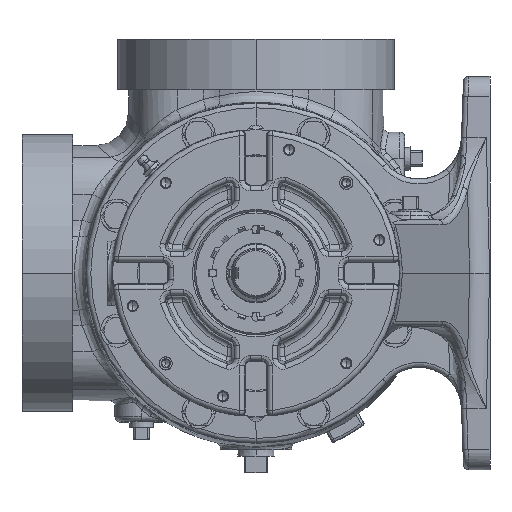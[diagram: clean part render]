
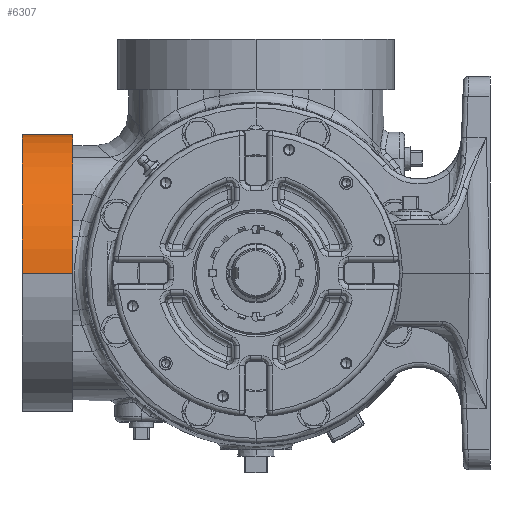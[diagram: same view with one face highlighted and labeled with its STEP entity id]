
A CAD part, left-side view. The second image highlights one B-rep face of the part: STEP entity #6307.
In plain terms, the highlighted cylindrical face has radius 82.55 mm (diameter 165.1 mm), a partial arc.
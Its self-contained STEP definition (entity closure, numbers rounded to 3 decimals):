
#5648 = AXIS2_PLACEMENT_3D ( 'NONE', #145540, #98359, #41491 ) ;
#5890 = EDGE_CURVE ( 'NONE', #182992, #68673, #66077, .T. ) ;
#6307 = ADVANCED_FACE ( 'Defeatured_0_3932', ( #145745 ), #13722, .T. ) ;
#7327 = DIRECTION ( 'NONE',  ( 0., -1., 0. ) ) ;
#13722 = CYLINDRICAL_SURFACE ( 'NONE', #106081, 82.55 ) ;
#17600 = CARTESIAN_POINT ( 'NONE',  ( 153.162, 109.474, 0. ) ) ;
#26243 = VECTOR ( 'NONE', #135114, 1000. ) ;
#29546 = VERTEX_POINT ( 'NONE', #58587 ) ;
#35287 = EDGE_CURVE ( 'NONE', #68673, #29546, #151213, .T. ) ;
#39830 = DIRECTION ( 'NONE',  ( -1., 0., 0. ) ) ;
#40803 = VERTEX_POINT ( 'NONE', #17600 ) ;
#41491 = DIRECTION ( 'NONE',  ( -1., 0., 0. ) ) ;
#50004 = DIRECTION ( 'NONE',  ( 0., -1., 0. ) ) ;
#51366 = ORIENTED_EDGE ( 'NONE', *, *, #35287, .T. ) ;
#58587 = CARTESIAN_POINT ( 'NONE',  ( -11.938, 109.474, 0. ) ) ;
#59952 = CARTESIAN_POINT ( 'NONE',  ( 153.162, 96.962, 0. ) ) ;
#65058 = EDGE_CURVE ( 'NONE', #182992, #40803, #149571, .T. ) ;
#66077 = CIRCLE ( 'NONE', #158435, 82.55 ) ;
#68673 = VERTEX_POINT ( 'NONE', #94425 ) ;
#73136 = CARTESIAN_POINT ( 'NONE',  ( 153.162, 139.7, 0. ) ) ;
#81923 = EDGE_CURVE ( 'NONE', #40803, #29546, #156446, .T. ) ;
#85045 = DIRECTION ( 'NONE',  ( 0., -1., 0. ) ) ;
#94425 = CARTESIAN_POINT ( 'NONE',  ( -11.938, 139.7, 0. ) ) ;
#98359 = DIRECTION ( 'NONE',  ( 0., -1., 0. ) ) ;
#104967 = CARTESIAN_POINT ( 'NONE',  ( -11.938, 96.962, 0. ) ) ;
#105438 = ORIENTED_EDGE ( 'NONE', *, *, #5890, .T. ) ;
#106081 = AXIS2_PLACEMENT_3D ( 'NONE', #158331, #85045, #39830 ) ;
#110759 = ORIENTED_EDGE ( 'NONE', *, *, #81923, .F. ) ;
#114192 = ORIENTED_EDGE ( 'NONE', *, *, #65058, .F. ) ;
#117019 = DIRECTION ( 'NONE',  ( -1., 0., 0. ) ) ;
#135114 = DIRECTION ( 'NONE',  ( 0., -1., 0. ) ) ;
#139319 = CARTESIAN_POINT ( 'NONE',  ( 70.612, 139.7, 0. ) ) ;
#145130 = EDGE_LOOP ( 'NONE', ( #114192, #105438, #51366, #110759 ) ) ;
#145540 = CARTESIAN_POINT ( 'NONE',  ( 70.612, 109.474, 0. ) ) ;
#145745 = FACE_OUTER_BOUND ( 'NONE', #145130, .T. ) ;
#149571 = LINE ( 'NONE', #59952, #26243 ) ;
#151213 = LINE ( 'NONE', #104967, #187351 ) ;
#156446 = CIRCLE ( 'NONE', #5648, 82.55 ) ;
#158331 = CARTESIAN_POINT ( 'NONE',  ( 70.612, 96.962, 0. ) ) ;
#158435 = AXIS2_PLACEMENT_3D ( 'NONE', #139319, #7327, #117019 ) ;
#182992 = VERTEX_POINT ( 'NONE', #73136 ) ;
#187351 = VECTOR ( 'NONE', #50004, 1000. ) ;
